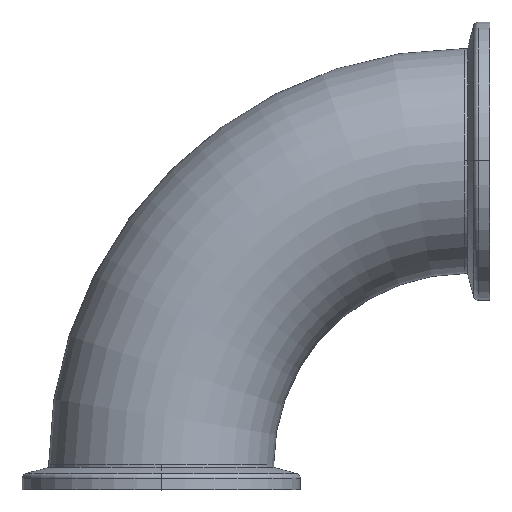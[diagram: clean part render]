
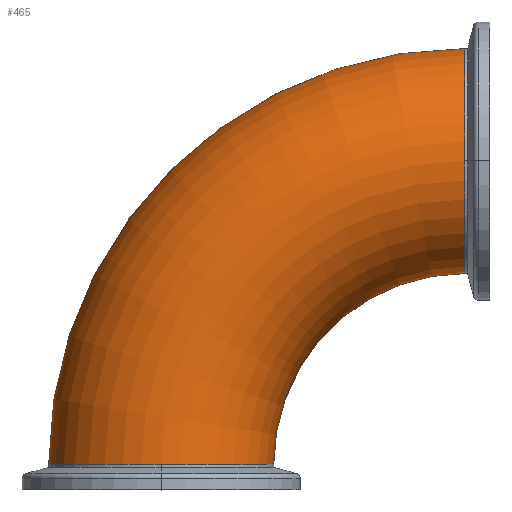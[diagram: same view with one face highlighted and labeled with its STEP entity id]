
A CAD part, top view. The second image highlights one B-rep face of the part: STEP entity #465.
In plain terms, the highlighted toroidal (fillet/blend) face has major radius 60 mm and minor radius 22.25 mm.
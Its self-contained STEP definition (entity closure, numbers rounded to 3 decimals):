
#16 = ORIENTED_EDGE ( 'NONE', *, *, #71, .T. ) ;
#25 = EDGE_CURVE ( 'NONE', #793, #40, #278, .T. ) ;
#26 = EDGE_LOOP ( 'NONE', ( #488, #16, #636, #371, #838, #725 ) ) ;
#35 = FACE_OUTER_BOUND ( 'NONE', #26, .T. ) ;
#40 = VERTEX_POINT ( 'NONE', #426 ) ;
#47 = AXIS2_PLACEMENT_3D ( 'NONE', #96, #689, #238 ) ;
#56 = CARTESIAN_POINT ( 'NONE',  ( 60., 1.5, 0. ) ) ;
#62 = DIRECTION ( 'NONE',  ( 0., 0., 1. ) ) ;
#69 = DIRECTION ( 'NONE',  ( 1., 0., 0. ) ) ;
#71 = EDGE_CURVE ( 'NONE', #286, #460, #226, .T. ) ;
#96 = CARTESIAN_POINT ( 'NONE',  ( 60., 1.5, 0. ) ) ;
#97 = CARTESIAN_POINT ( 'NONE',  ( 0., 1.5, 0. ) ) ;
#99 = DIRECTION ( 'NONE',  ( -1., 0., 0. ) ) ;
#115 = CARTESIAN_POINT ( 'NONE',  ( -22.25, 1.5, 0. ) ) ;
#138 = CARTESIAN_POINT ( 'NONE',  ( 60., 61.5, 22.25 ) ) ;
#199 = AXIS2_PLACEMENT_3D ( 'NONE', #732, #244, #476 ) ;
#226 = CIRCLE ( 'NONE', #880, 22.25 ) ;
#228 = CIRCLE ( 'NONE', #285, 37.75 ) ;
#238 = DIRECTION ( 'NONE',  ( -1., 0., 0. ) ) ;
#244 = DIRECTION ( 'NONE',  ( 1., 0., 0. ) ) ;
#269 = EDGE_CURVE ( 'NONE', #416, #793, #663, .T. ) ;
#278 = CIRCLE ( 'NONE', #317, 22.25 ) ;
#285 = AXIS2_PLACEMENT_3D ( 'NONE', #56, #713, #908 ) ;
#286 = VERTEX_POINT ( 'NONE', #115 ) ;
#289 = CARTESIAN_POINT ( 'NONE',  ( 60., 83.75, 0. ) ) ;
#317 = AXIS2_PLACEMENT_3D ( 'NONE', #505, #69, #866 ) ;
#318 = DIRECTION ( 'NONE',  ( 0., 1., 0. ) ) ;
#371 = ORIENTED_EDGE ( 'NONE', *, *, #702, .T. ) ;
#416 = VERTEX_POINT ( 'NONE', #289 ) ;
#419 = CIRCLE ( 'NONE', #714, 22.25 ) ;
#426 = CARTESIAN_POINT ( 'NONE',  ( 60., 39.25, 0. ) ) ;
#437 = VERTEX_POINT ( 'NONE', #733 ) ;
#445 = CARTESIAN_POINT ( 'NONE',  ( 60., 1.5, 0. ) ) ;
#453 = EDGE_CURVE ( 'NONE', #460, #437, #419, .T. ) ;
#460 = VERTEX_POINT ( 'NONE', #672 ) ;
#461 = EDGE_CURVE ( 'NONE', #286, #416, #619, .T. ) ;
#465 = ADVANCED_FACE ( 'NONE', ( #35 ), #652, .T. ) ;
#475 = DIRECTION ( 'NONE',  ( 0., 0., -1. ) ) ;
#476 = DIRECTION ( 'NONE',  ( 0., 0., 1. ) ) ;
#488 = ORIENTED_EDGE ( 'NONE', *, *, #461, .F. ) ;
#505 = CARTESIAN_POINT ( 'NONE',  ( 60., 61.5, 0. ) ) ;
#515 = DIRECTION ( 'NONE',  ( 0., 0., 1. ) ) ;
#597 = CARTESIAN_POINT ( 'NONE',  ( 0., 1.5, 0. ) ) ;
#619 = CIRCLE ( 'NONE', #47, 82.25 ) ;
#636 = ORIENTED_EDGE ( 'NONE', *, *, #453, .T. ) ;
#652 = TOROIDAL_SURFACE ( 'NONE', #858, 60., 22.25 ) ;
#663 = CIRCLE ( 'NONE', #199, 22.25 ) ;
#672 = CARTESIAN_POINT ( 'NONE',  ( 0., 1.5, 22.25 ) ) ;
#689 = DIRECTION ( 'NONE',  ( 0., 0., -1. ) ) ;
#702 = EDGE_CURVE ( 'NONE', #437, #40, #228, .T. ) ;
#713 = DIRECTION ( 'NONE',  ( 0., 0., -1. ) ) ;
#714 = AXIS2_PLACEMENT_3D ( 'NONE', #597, #318, #515 ) ;
#725 = ORIENTED_EDGE ( 'NONE', *, *, #269, .F. ) ;
#729 = DIRECTION ( 'NONE',  ( 0., 1., 0. ) ) ;
#732 = CARTESIAN_POINT ( 'NONE',  ( 60., 61.5, 0. ) ) ;
#733 = CARTESIAN_POINT ( 'NONE',  ( 22.25, 1.5, 0. ) ) ;
#793 = VERTEX_POINT ( 'NONE', #138 ) ;
#838 = ORIENTED_EDGE ( 'NONE', *, *, #25, .F. ) ;
#858 = AXIS2_PLACEMENT_3D ( 'NONE', #445, #475, #99 ) ;
#866 = DIRECTION ( 'NONE',  ( 0., 0., 1. ) ) ;
#880 = AXIS2_PLACEMENT_3D ( 'NONE', #97, #729, #62 ) ;
#908 = DIRECTION ( 'NONE',  ( -1., 0., 0. ) ) ;
